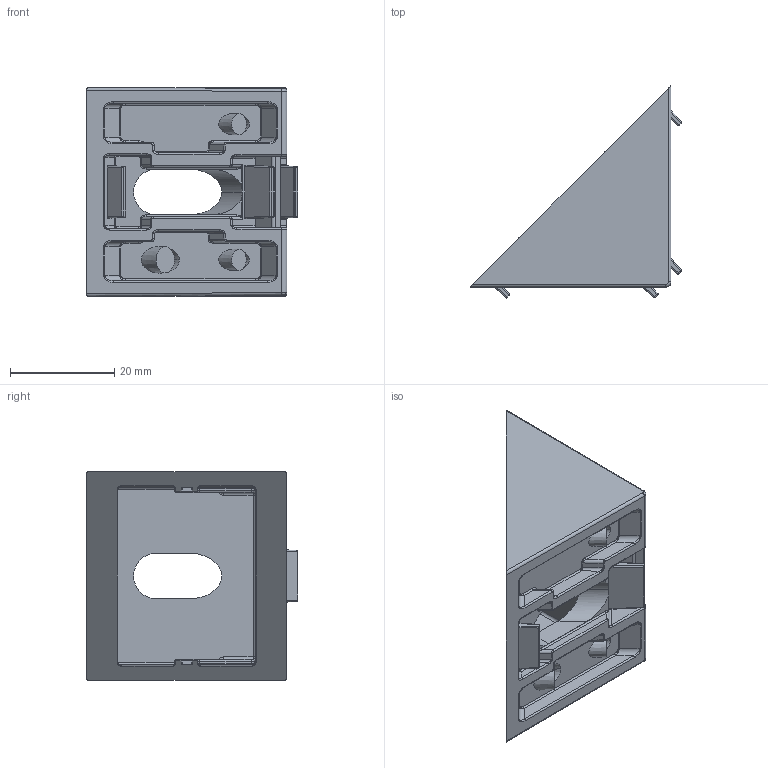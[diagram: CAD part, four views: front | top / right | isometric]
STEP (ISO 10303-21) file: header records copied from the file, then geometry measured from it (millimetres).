
FILE_DESCRIPTION (( 'STEP AP203' ), '1' );
FILE_NAME ('084.305.047.STEP', '2019-11-22T07:46:02', ( 'Localadmin' ), ( 'Microsoft' ), 'SwSTEP 2.0', 'SolidWorks 2018', '' );
FILE_SCHEMA (( 'CONFIG_CONTROL_DESIGN' ));
Length unit declared in the file: millimetre
Products named in the file (1): 084.305.047
Bounding box: 40.59 x 40.59 x 40 mm (x, y, z)
Volume: 12346.6 mm3; surface area: 9320.1 mm2
Topology: 1 solids, 1 shells, 584 faces, 1391 edges, 807 vertices
Faces by surface type: cylinder 252, bspline 175, plane 111, sphere 22, cone 15, torus 9
Entity records: 19294 total; most frequent: CARTESIAN_POINT 7476, ORIENTED_EDGE 2754, DIRECTION 2232, EDGE_CURVE 1377, AXIS2_PLACEMENT_3D 842, VERTEX_POINT 807, EDGE_LOOP 600, FACE_OUTER_BOUND 584
